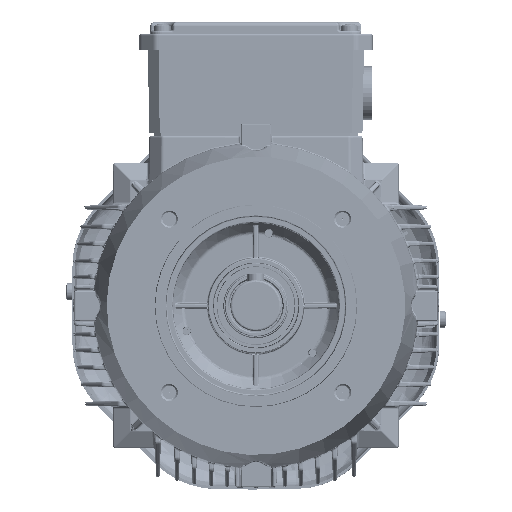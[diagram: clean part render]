
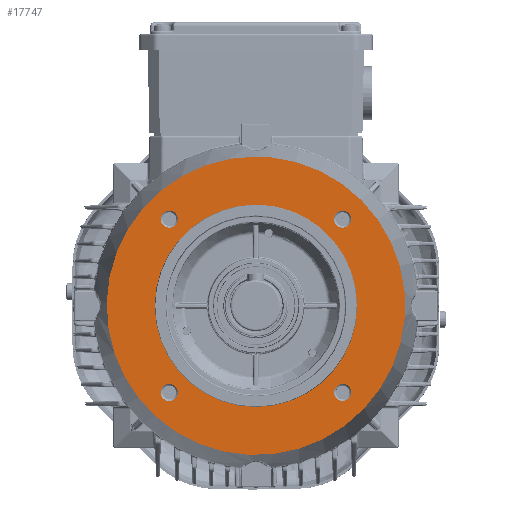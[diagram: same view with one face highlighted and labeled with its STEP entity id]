
A CAD part, left-side view. The second image highlights one B-rep face of the part: STEP entity #17747.
In plain terms, the highlighted planar face has unit normal (-1, 0, 0).
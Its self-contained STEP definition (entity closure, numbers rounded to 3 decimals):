
#9888=FACE_BOUND('',#29307,.T.);
#9889=FACE_BOUND('',#29308,.T.);
#9890=FACE_BOUND('',#29309,.T.);
#9891=FACE_BOUND('',#29310,.T.);
#9892=FACE_BOUND('',#29311,.T.);
#9893=FACE_BOUND('',#29312,.T.);
#17747=ADVANCED_FACE('',(#9888,#9889,#9890,#9891,#9892,#9893),#19158,.T.);
#19158=PLANE('',#100034);
#29307=EDGE_LOOP('',(#55916));
#29308=EDGE_LOOP('',(#55917));
#29309=EDGE_LOOP('',(#55918));
#29310=EDGE_LOOP('',(#55919));
#29311=EDGE_LOOP('',(#55920));
#29312=EDGE_LOOP('',(#55921));
#31695=CIRCLE('',#100028,47.5);
#31696=CIRCLE('',#100029,70.022);
#31697=CIRCLE('',#100030,4.);
#31698=CIRCLE('',#100031,4.);
#31699=CIRCLE('',#100032,4.);
#31700=CIRCLE('',#100033,4.);
#55916=ORIENTED_EDGE('',*,*,#81712,.F.);
#55917=ORIENTED_EDGE('',*,*,#81713,.F.);
#55918=ORIENTED_EDGE('',*,*,#81714,.T.);
#55919=ORIENTED_EDGE('',*,*,#81715,.T.);
#55920=ORIENTED_EDGE('',*,*,#81716,.T.);
#55921=ORIENTED_EDGE('',*,*,#81717,.T.);
#66455=VERTEX_POINT('',#185882);
#66456=VERTEX_POINT('',#185884);
#66457=VERTEX_POINT('',#185886);
#66458=VERTEX_POINT('',#185888);
#66459=VERTEX_POINT('',#185890);
#66460=VERTEX_POINT('',#185892);
#81712=EDGE_CURVE('',#66455,#66455,#31695,.T.);
#81713=EDGE_CURVE('',#66456,#66456,#31696,.T.);
#81714=EDGE_CURVE('',#66457,#66457,#31697,.T.);
#81715=EDGE_CURVE('',#66458,#66458,#31698,.T.);
#81716=EDGE_CURVE('',#66459,#66459,#31699,.T.);
#81717=EDGE_CURVE('',#66460,#66460,#31700,.T.);
#100028=AXIS2_PLACEMENT_3D('',#185881,#119730,#119731);
#100029=AXIS2_PLACEMENT_3D('',#185883,#119732,#119733);
#100030=AXIS2_PLACEMENT_3D('',#185885,#119734,#119735);
#100031=AXIS2_PLACEMENT_3D('',#185887,#119736,#119737);
#100032=AXIS2_PLACEMENT_3D('',#185889,#119738,#119739);
#100033=AXIS2_PLACEMENT_3D('',#185891,#119740,#119741);
#100034=AXIS2_PLACEMENT_3D('',#185893,#119742,#119743);
#119730=DIRECTION('',(-1.,0.,0.));
#119731=DIRECTION('',(0.,0.,-1.));
#119732=DIRECTION('',(1.,0.,0.));
#119733=DIRECTION('',(0.,0.,1.));
#119734=DIRECTION('',(1.,0.,0.));
#119735=DIRECTION('',(0.,0.,1.));
#119736=DIRECTION('',(1.,0.,0.));
#119737=DIRECTION('',(0.,0.,1.));
#119738=DIRECTION('',(1.,0.,0.));
#119739=DIRECTION('',(0.,0.,1.));
#119740=DIRECTION('',(1.,0.,0.));
#119741=DIRECTION('',(0.,0.,1.));
#119742=DIRECTION('',(-1.,0.,0.));
#119743=DIRECTION('',(0.,0.,1.));
#185881=CARTESIAN_POINT('',(-27.,-0.031,-0.092));
#185882=CARTESIAN_POINT('',(-27.,-0.031,-47.592));
#185883=CARTESIAN_POINT('',(-27.,-0.031,-0.092));
#185884=CARTESIAN_POINT('',(-27.,-0.031,69.931));
#185885=CARTESIAN_POINT('',(-27.,40.628,-40.757));
#185886=CARTESIAN_POINT('',(-27.,40.628,-36.757));
#185887=CARTESIAN_POINT('',(-27.,40.634,40.568));
#185888=CARTESIAN_POINT('',(-27.,40.634,44.568));
#185889=CARTESIAN_POINT('',(-27.,-40.691,40.574));
#185890=CARTESIAN_POINT('',(-27.,-40.691,44.574));
#185891=CARTESIAN_POINT('',(-27.,-40.697,-40.751));
#185892=CARTESIAN_POINT('',(-27.,-40.697,-36.751));
#185893=CARTESIAN_POINT('',(-27.,-0.031,-0.092));
